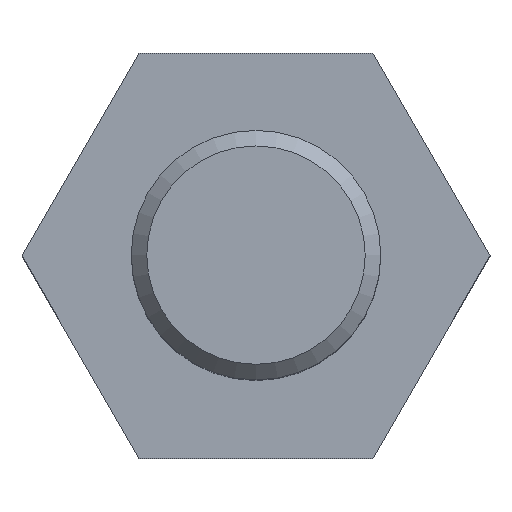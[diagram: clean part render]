
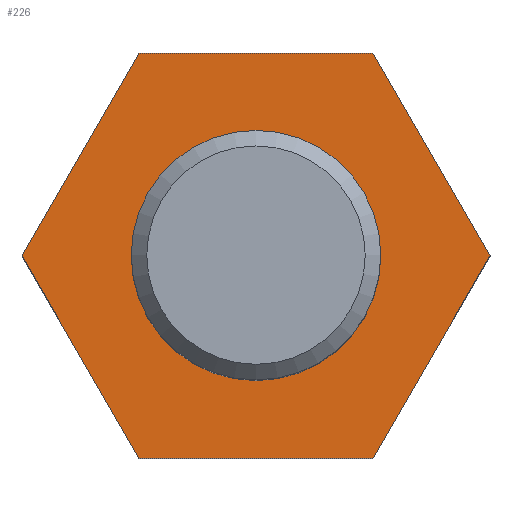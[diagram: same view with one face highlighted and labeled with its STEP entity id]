
A CAD part, top view. The second image highlights one B-rep face of the part: STEP entity #226.
In plain terms, the highlighted planar face has unit normal (0, 0, 1).
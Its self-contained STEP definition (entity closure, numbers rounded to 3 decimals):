
#16=FACE_BOUND('',#58,.T.);
#28=PLANE('',#269);
#42=FACE_OUTER_BOUND('',#57,.T.);
#57=EDGE_LOOP('',(#204,#205,#206,#207,#208,#209));
#58=EDGE_LOOP('',(#210));
#70=LINE('',#374,#92);
#72=LINE('',#378,#94);
#74=LINE('',#382,#96);
#76=LINE('',#386,#98);
#78=LINE('',#390,#100);
#80=LINE('',#393,#102);
#92=VECTOR('',#311,10.);
#94=VECTOR('',#315,10.);
#96=VECTOR('',#319,10.);
#98=VECTOR('',#323,10.);
#100=VECTOR('',#327,10.);
#102=VECTOR('',#331,10.);
#108=CIRCLE('',#260,4.);
#114=VERTEX_POINT('',#353);
#121=VERTEX_POINT('',#371);
#122=VERTEX_POINT('',#373);
#123=VERTEX_POINT('',#377);
#124=VERTEX_POINT('',#381);
#125=VERTEX_POINT('',#385);
#126=VERTEX_POINT('',#389);
#136=EDGE_CURVE('',#114,#114,#108,.T.);
#144=EDGE_CURVE('',#122,#121,#70,.T.);
#146=EDGE_CURVE('',#123,#122,#72,.T.);
#148=EDGE_CURVE('',#124,#123,#74,.T.);
#150=EDGE_CURVE('',#125,#124,#76,.T.);
#152=EDGE_CURVE('',#126,#125,#78,.T.);
#154=EDGE_CURVE('',#121,#126,#80,.T.);
#204=ORIENTED_EDGE('',*,*,#154,.T.);
#205=ORIENTED_EDGE('',*,*,#152,.T.);
#206=ORIENTED_EDGE('',*,*,#150,.T.);
#207=ORIENTED_EDGE('',*,*,#148,.T.);
#208=ORIENTED_EDGE('',*,*,#146,.T.);
#209=ORIENTED_EDGE('',*,*,#144,.T.);
#210=ORIENTED_EDGE('',*,*,#136,.T.);
#226=ADVANCED_FACE('',(#42,#16),#28,.T.);
#260=AXIS2_PLACEMENT_3D('',#355,#296,#297);
#269=AXIS2_PLACEMENT_3D('',#394,#332,#333);
#296=DIRECTION('center_axis',(0.,0.,-1.));
#297=DIRECTION('ref_axis',(-1.,0.,0.));
#311=DIRECTION('',(1.,0.,0.));
#315=DIRECTION('',(0.5,-0.866,0.));
#319=DIRECTION('',(-0.5,-0.866,0.));
#323=DIRECTION('',(-1.,0.,0.));
#327=DIRECTION('',(-0.5,0.866,0.));
#331=DIRECTION('',(0.5,0.866,0.));
#332=DIRECTION('center_axis',(0.,0.,1.));
#333=DIRECTION('ref_axis',(1.,0.,0.));
#353=CARTESIAN_POINT('',(4.,0.,12.75));
#355=CARTESIAN_POINT('Origin',(0.,0.,12.75));
#371=CARTESIAN_POINT('',(3.75,-6.495,12.75));
#373=CARTESIAN_POINT('',(-3.75,-6.495,12.75));
#374=CARTESIAN_POINT('',(3.75,-6.495,12.75));
#377=CARTESIAN_POINT('',(-7.5,0.,12.75));
#378=CARTESIAN_POINT('',(-3.75,-6.495,12.75));
#381=CARTESIAN_POINT('',(-3.75,6.495,12.75));
#382=CARTESIAN_POINT('',(-7.5,0.,12.75));
#385=CARTESIAN_POINT('',(3.75,6.495,12.75));
#386=CARTESIAN_POINT('',(-3.75,6.495,12.75));
#389=CARTESIAN_POINT('',(7.5,0.,12.75));
#390=CARTESIAN_POINT('',(3.75,6.495,12.75));
#393=CARTESIAN_POINT('',(7.5,0.,12.75));
#394=CARTESIAN_POINT('Origin',(0.,0.,
12.75));
